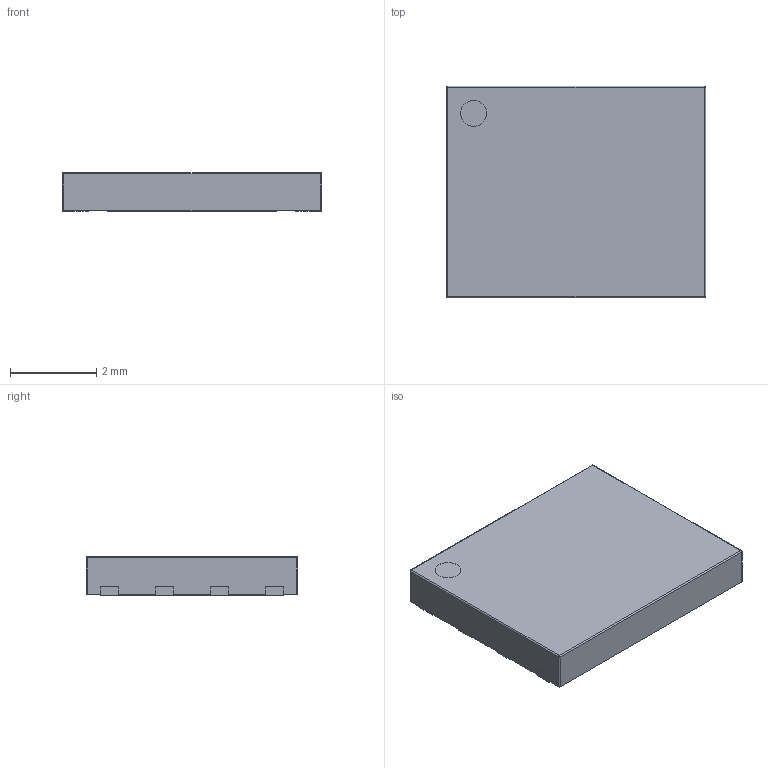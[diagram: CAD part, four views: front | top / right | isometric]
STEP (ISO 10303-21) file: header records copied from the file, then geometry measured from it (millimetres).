
FILE_DESCRIPTION (( 'STEP AP214' ), '1' );
FILE_NAME ('PHA-202+.STEP', '2023-03-31T01:57:55', ( '' ), ( '' ), 'SwSTEP 2.0', 'SolidWorks 2022', '' );
FILE_SCHEMA (( 'AUTOMOTIVE_DESIGN' ));
Length unit declared in the file: millimetre
Products named in the file (1): PHA-202+
Bounding box: 6 x 4.9 x 0.9 mm (x, y, z)
Volume: 26.2 mm3; surface area: 118.2 mm2
Topology: 11 solids, 11 shells, 126 faces, 298 edges, 192 vertices
Faces by surface type: plane 86, cylinder 36, sphere 4
Entity records: 4127 total; most frequent: DIRECTION 620, CARTESIAN_POINT 613, ORIENTED_EDGE 588, EDGE_CURVE 294, LINE 222, VECTOR 222, AXIS2_PLACEMENT_3D 199, VERTEX_POINT 192
